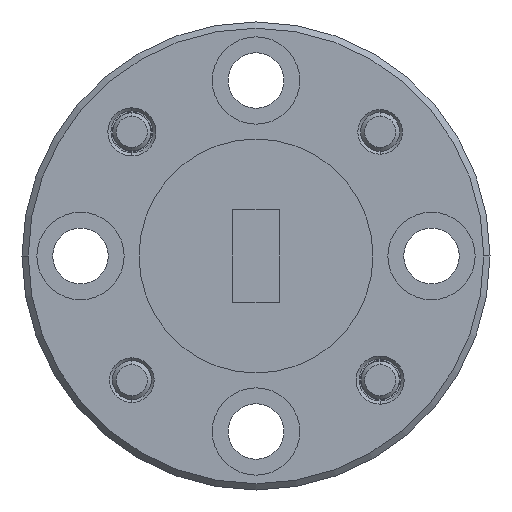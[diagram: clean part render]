
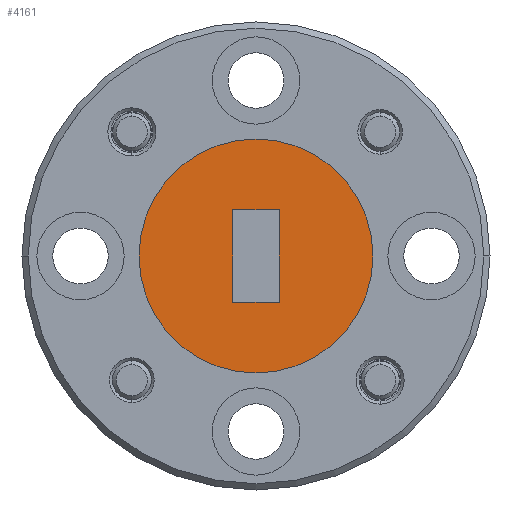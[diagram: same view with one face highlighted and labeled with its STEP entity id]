
A CAD part, left-side view. The second image highlights one B-rep face of the part: STEP entity #4161.
In plain terms, the highlighted planar face has unit normal (-1, 0, 0).
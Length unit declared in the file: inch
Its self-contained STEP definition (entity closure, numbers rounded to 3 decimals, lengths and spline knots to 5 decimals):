
#34 = CIRCLE ( 'NONE', #580, 0.1875 ) ;
#174 = DIRECTION ( 'NONE',  ( 0., -1., 0. ) ) ;
#244 = CARTESIAN_POINT ( 'NONE',  ( 0., -0.037, -0.074 ) ) ;
#361 = CARTESIAN_POINT ( 'NONE',  ( 0., 0., 0. ) ) ;
#537 = DIRECTION ( 'NONE',  ( 0., 1., 0. ) ) ;
#556 = DIRECTION ( 'NONE',  ( 1., 0., 0. ) ) ;
#580 = AXIS2_PLACEMENT_3D ( 'NONE', #4317, #556, #537 ) ;
#679 = CARTESIAN_POINT ( 'NONE',  ( 0., -0.037, 0.074 ) ) ;
#705 = DIRECTION ( 'NONE',  ( 0., -1., 0. ) ) ;
#738 = VERTEX_POINT ( 'NONE', #679 ) ;
#744 = VERTEX_POINT ( 'NONE', #4297 ) ;
#840 = ORIENTED_EDGE ( 'NONE', *, *, #2505, .F. ) ;
#896 = AXIS2_PLACEMENT_3D ( 'NONE', #4117, #1089, #3096 ) ;
#982 = CIRCLE ( 'NONE', #896, 0.1875 ) ;
#1033 = EDGE_CURVE ( 'NONE', #2641, #744, #34, .T. ) ;
#1089 = DIRECTION ( 'NONE',  ( 1., 0., 0. ) ) ;
#1611 = VERTEX_POINT ( 'NONE', #2967 ) ;
#1646 = CARTESIAN_POINT ( 'NONE',  ( 0., 0.037, 0.074 ) ) ;
#1692 = VERTEX_POINT ( 'NONE', #3610 ) ;
#1765 = VECTOR ( 'NONE', #3287, 39.37008 ) ;
#1943 = PLANE ( 'NONE',  #4238 ) ;
#1978 = VECTOR ( 'NONE', #174, 39.37008 ) ;
#2017 = ORIENTED_EDGE ( 'NONE', *, *, #2266, .T. ) ;
#2030 = FACE_BOUND ( 'NONE', #2660, .T. ) ;
#2202 = CARTESIAN_POINT ( 'NONE',  ( 0., -0.037, -0.074 ) ) ;
#2230 = ORIENTED_EDGE ( 'NONE', *, *, #3822, .T. ) ;
#2249 = CARTESIAN_POINT ( 'NONE',  ( 0., 0.037, -0.074 ) ) ;
#2266 = EDGE_CURVE ( 'NONE', #3776, #738, #3900, .T. ) ;
#2269 = DIRECTION ( 'NONE',  ( 0., 1., 0. ) ) ;
#2467 = VECTOR ( 'NONE', #2269, 39.37008 ) ;
#2505 = EDGE_CURVE ( 'NONE', #744, #2641, #982, .T. ) ;
#2633 = FACE_OUTER_BOUND ( 'NONE', #3147, .T. ) ;
#2641 = VERTEX_POINT ( 'NONE', #4126 ) ;
#2659 = LINE ( 'NONE', #2249, #1765 ) ;
#2660 = EDGE_LOOP ( 'NONE', ( #2017, #3744, #2230, #3654 ) ) ;
#2924 = CARTESIAN_POINT ( 'NONE',  ( 0., -0.037, 0.074 ) ) ;
#2959 = VECTOR ( 'NONE', #3549, 39.37008 ) ;
#2967 = CARTESIAN_POINT ( 'NONE',  ( 0., -0.037, -0.074 ) ) ;
#3096 = DIRECTION ( 'NONE',  ( 0., 1., 0. ) ) ;
#3147 = EDGE_LOOP ( 'NONE', ( #840, #4066 ) ) ;
#3212 = LINE ( 'NONE', #2202, #2959 ) ;
#3286 = DIRECTION ( 'NONE',  ( -1., 0., 0. ) ) ;
#3287 = DIRECTION ( 'NONE',  ( 0., 0., 1. ) ) ;
#3330 = EDGE_CURVE ( 'NONE', #1692, #3776, #2659, .T. ) ;
#3549 = DIRECTION ( 'NONE',  ( 0., 0., -1. ) ) ;
#3610 = CARTESIAN_POINT ( 'NONE',  ( 0., 0.037, -0.074 ) ) ;
#3654 = ORIENTED_EDGE ( 'NONE', *, *, #3330, .T. ) ;
#3683 = EDGE_CURVE ( 'NONE', #738, #1611, #3212, .T. ) ;
#3744 = ORIENTED_EDGE ( 'NONE', *, *, #3683, .T. ) ;
#3776 = VERTEX_POINT ( 'NONE', #1646 ) ;
#3822 = EDGE_CURVE ( 'NONE', #1611, #1692, #3994, .T. ) ;
#3900 = LINE ( 'NONE', #2924, #1978 ) ;
#3994 = LINE ( 'NONE', #244, #2467 ) ;
#4066 = ORIENTED_EDGE ( 'NONE', *, *, #1033, .F. ) ;
#4117 = CARTESIAN_POINT ( 'NONE',  ( 0., 0., 0. ) ) ;
#4126 = CARTESIAN_POINT ( 'NONE',  ( 0., -0.1875, 0. ) ) ;
#4161 = ADVANCED_FACE ( 'NONE', ( #2030, #2633 ), #1943, .T. ) ;
#4238 = AXIS2_PLACEMENT_3D ( 'NONE', #361, #3286, #705 ) ;
#4297 = CARTESIAN_POINT ( 'NONE',  ( 0., 0.1875, 0. ) ) ;
#4317 = CARTESIAN_POINT ( 'NONE',  ( 0., 0., 0. ) ) ;
